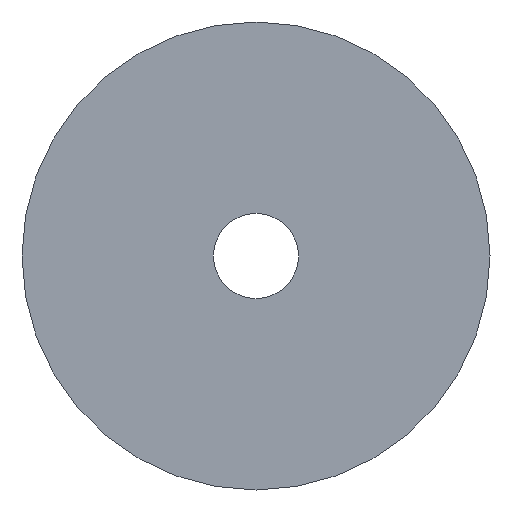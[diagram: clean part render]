
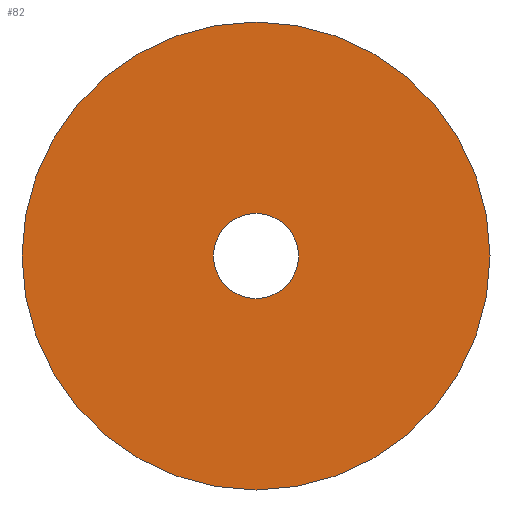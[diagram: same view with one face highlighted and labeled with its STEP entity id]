
A CAD part, front view. The second image highlights one B-rep face of the part: STEP entity #82.
In plain terms, the highlighted planar face has unit normal (0, -1, 0).
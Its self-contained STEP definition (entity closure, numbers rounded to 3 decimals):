
#17=FACE_BOUND('',#31,.T.);
#19=PLANE('',#107);
#24=FACE_OUTER_BOUND('',#30,.T.);
#30=EDGE_LOOP('',(#74));
#31=EDGE_LOOP('',(#75));
#40=CIRCLE('',#104,1.5);
#42=CIRCLE('',#106,8.25);
#47=VERTEX_POINT('',#147);
#48=VERTEX_POINT('',#177);
#54=EDGE_CURVE('',#47,#47,#40,.T.);
#57=EDGE_CURVE('',#48,#48,#42,.T.);
#74=ORIENTED_EDGE('',*,*,#57,.F.);
#75=ORIENTED_EDGE('',*,*,#54,.T.);
#82=ADVANCED_FACE('',(#24,#17),#19,.F.);
#104=AXIS2_PLACEMENT_3D('',#148,#125,#126);
#106=AXIS2_PLACEMENT_3D('',#179,#130,#131);
#107=AXIS2_PLACEMENT_3D('',#180,#132,#133);
#125=DIRECTION('center_axis',(0.,1.,0.));
#126=DIRECTION('ref_axis',(1.,0.,0.));
#130=DIRECTION('center_axis',(0.,1.,0.));
#131=DIRECTION('ref_axis',(1.,0.,0.));
#132=DIRECTION('center_axis',(0.,1.,0.));
#133=DIRECTION('ref_axis',(1.,0.,0.));
#147=CARTESIAN_POINT('',(-1.5,0.,0.));
#148=CARTESIAN_POINT('Origin',(0.,0.,0.));
#177=CARTESIAN_POINT('',(8.25,0.,0.));
#179=CARTESIAN_POINT('Origin',(0.,0.,0.));
#180=CARTESIAN_POINT('Origin',(0.,0.,0.));
